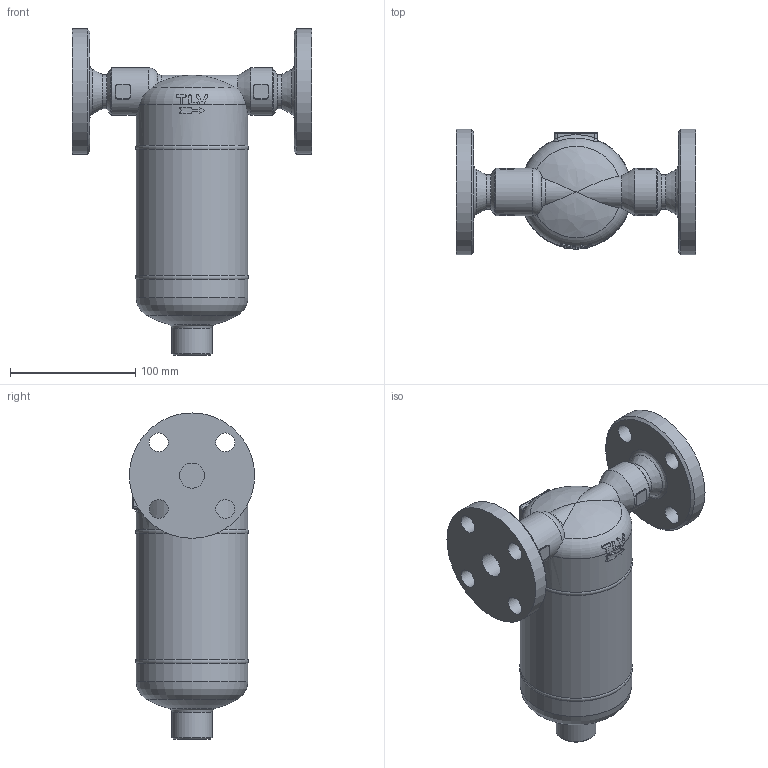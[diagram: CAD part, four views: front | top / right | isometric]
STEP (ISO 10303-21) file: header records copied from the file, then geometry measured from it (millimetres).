
FILE_DESCRIPTION((''),'2;1');
FILE_NAME('dc700-020-jis10-00.stp','2010-10-21T13:59:33',('nakaot'),(''),'Autodesk Inventor 2008','Autodesk Inventor 2008','');
FILE_SCHEMA(('AUTOMOTIVE_DESIGN { 1 0 10303 214 1 1 1 1 }'));
Length unit declared in the file: millimetre
Products named in the file (1): dc700-020-jis10-00
Bounding box: 191 x 100 x 260 mm (x, y, z)
Volume: 1431412.9 mm3; surface area: 118838.7 mm2
Topology: 1 solids, 1 shells, 226 faces, 574 edges, 343 vertices
Faces by surface type: cylinder 80, bspline 64, plane 48, torus 26, cone 7, sphere 1
Full cylindrical faces by diameter (mm): 15 x4, 20 x1, 27.2 x1, 32 x1, 38 x2, 89 x2, 89.1 x1, 100 x1
Entity records: 9329 total; most frequent: CARTESIAN_POINT 4437, ORIENTED_EDGE 1006, DIRECTION 959, EDGE_CURVE 503, AXIS2_PLACEMENT_3D 405, VERTEX_POINT 327, EDGE_LOOP 290, CIRCLE 230
